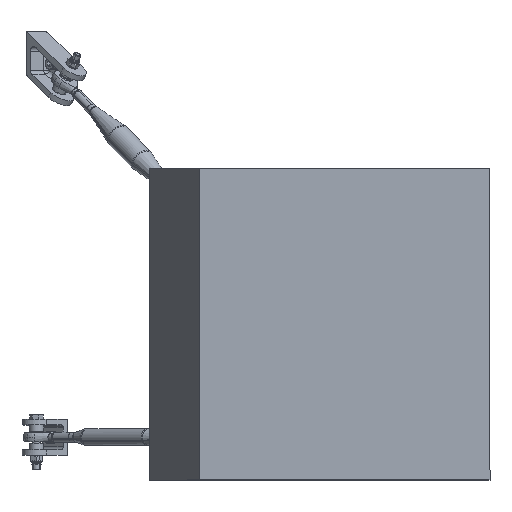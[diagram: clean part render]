
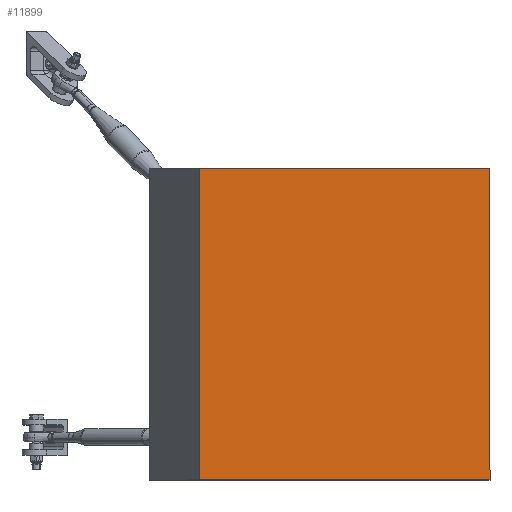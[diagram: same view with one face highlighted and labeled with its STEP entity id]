
A CAD part, top view. The second image highlights one B-rep face of the part: STEP entity #11899.
In plain terms, the highlighted planar face has unit normal (0, 0, 1).
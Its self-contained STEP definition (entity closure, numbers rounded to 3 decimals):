
#11576=CARTESIAN_POINT('Vertex',(117.5,-107.5,200.)) ;
#11583=CARTESIAN_POINT('Vertex',(117.5,107.5,200.)) ;
#11586=CARTESIAN_POINT('Line Origine',(117.5,0.,200.)) ;
#11609=CARTESIAN_POINT('Vertex',(-82.859,-107.5,200.)) ;
#11617=CARTESIAN_POINT('Line Origine',(17.321,-107.5,200.)) ;
#11663=CARTESIAN_POINT('Vertex',(-82.859,107.5,200.)) ;
#11666=CARTESIAN_POINT('Line Origine',(17.321,107.5,200.)) ;
#11883=CARTESIAN_POINT('Axis2P3D Location',(0.,0.,200.)) ;
#11888=CARTESIAN_POINT('Line Origine',(-82.859,0.,200.)) ;
#11587=DIRECTION('Vector Direction',(0.,-1.,0.)) ;
#11618=DIRECTION('Vector Direction',(-1.,0.,0.)) ;
#11667=DIRECTION('Vector Direction',(1.,0.,0.)) ;
#11884=DIRECTION('Axis2P3D Direction',(0.,0.,1.)) ;
#11885=DIRECTION('Axis2P3D XDirection',(1.,0.,0.)) ;
#11889=DIRECTION('Vector Direction',(0.,-1.,0.)) ;
#11886=AXIS2_PLACEMENT_3D('Plane Axis2P3D',#11883,#11884,#11885) ;
#11894=ORIENTED_EDGE('',*,*,#11621,.T.) ;
#11895=ORIENTED_EDGE('',*,*,#11590,.T.) ;
#11896=ORIENTED_EDGE('',*,*,#11670,.T.) ;
#11897=ORIENTED_EDGE('',*,*,#11892,.T.) ;
#11588=VECTOR('Line Direction',#11587,1.) ;
#11619=VECTOR('Line Direction',#11618,1.) ;
#11668=VECTOR('Line Direction',#11667,1.) ;
#11890=VECTOR('Line Direction',#11889,1.) ;
#11899=ADVANCED_FACE('PartBody',(#11898),#11887,.T.) ;
#11590=EDGE_CURVE('',#11577,#11584,#11589,.F.) ;
#11621=EDGE_CURVE('',#11610,#11577,#11620,.F.) ;
#11670=EDGE_CURVE('',#11584,#11664,#11669,.F.) ;
#11892=EDGE_CURVE('',#11664,#11610,#11891,.T.) ;
#11893=EDGE_LOOP('',(#11894,#11895,#11896,#11897)) ;
#11898=FACE_OUTER_BOUND('',#11893,.T.) ;
#11589=LINE('Line',#11586,#11588) ;
#11620=LINE('Line',#11617,#11619) ;
#11669=LINE('Line',#11666,#11668) ;
#11891=LINE('Line',#11888,#11890) ;
#11887=PLANE('Plane',#11886) ;
#11577=VERTEX_POINT('',#11576) ;
#11584=VERTEX_POINT('',#11583) ;
#11610=VERTEX_POINT('',#11609) ;
#11664=VERTEX_POINT('',#11663) ;
